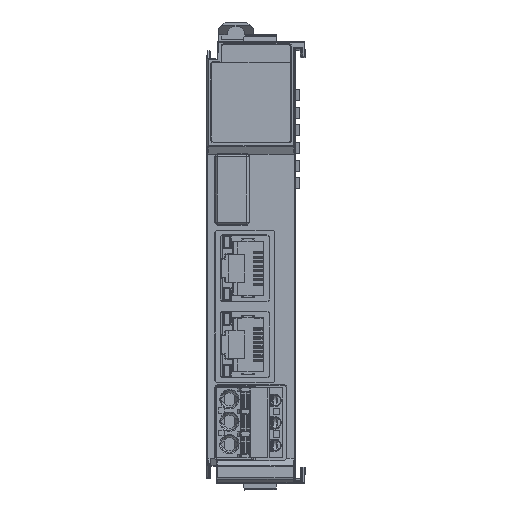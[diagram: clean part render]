
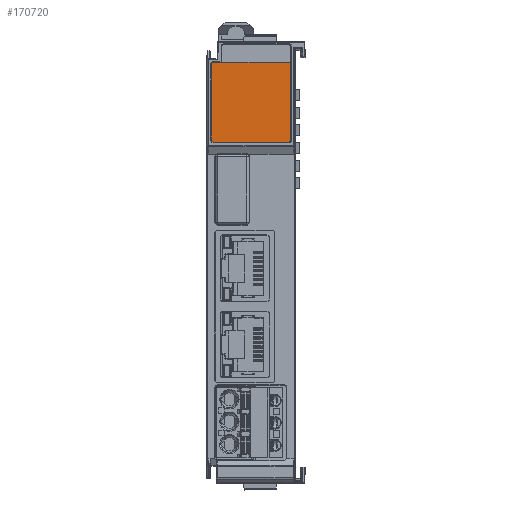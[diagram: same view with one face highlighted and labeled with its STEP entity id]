
A CAD part, top view. The second image highlights one B-rep face of the part: STEP entity #170720.
In plain terms, the highlighted planar face has unit normal (0, 0, 1).
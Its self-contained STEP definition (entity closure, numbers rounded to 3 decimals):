
#170589=CARTESIAN_POINT('',(15.699,-34.49,64.55));
#170590=VERTEX_POINT('',#170589);
#170607=CARTESIAN_POINT('',(32.699,-34.49,64.55));
#170608=VERTEX_POINT('',#170607);
#170615=CARTESIAN_POINT('',(32.699,-34.49,64.55));
#170616=DIRECTION('',(-1.,0.,0.));
#170617=VECTOR('',#170616,17.);
#170618=LINE('',#170615,#170617);
#170619=EDGE_CURVE('',#170608,#170590,#170618,.T.);
#170631=CARTESIAN_POINT('',(17.549,-16.4,64.55));
#170632=VERTEX_POINT('',#170631);
#170639=CARTESIAN_POINT('',(33.149,-16.4,64.55));
#170640=VERTEX_POINT('',#170639);
#170641=CARTESIAN_POINT('',(17.549,-16.4,64.55));
#170642=DIRECTION('',(1.,0.,0.));
#170643=VECTOR('',#170642,15.6);
#170644=LINE('',#170641,#170643);
#170645=EDGE_CURVE('',#170632,#170640,#170644,.T.);
#170664=CARTESIAN_POINT('',(29.349,-29.332,64.55));
#170665=DIRECTION('',(1.,0.,0.));
#170666=DIRECTION('',(0.,0.,1.));
#170667=AXIS2_PLACEMENT_3D('',#170664,#170666,#170665);
#170668=PLANE('',#170667);
#170669=CARTESIAN_POINT('',(15.699,-16.4,64.55));
#170670=VERTEX_POINT('',#170669);
#170671=CARTESIAN_POINT('',(17.549,-16.4,64.55));
#170672=DIRECTION('',(-1.,0.,0.));
#170673=VECTOR('',#170672,1.85);
#170674=LINE('',#170671,#170673);
#170675=EDGE_CURVE('',#170632,#170670,#170674,.T.);
#170676=ORIENTED_EDGE('',*,*,#170675,.T.);
#170677=CARTESIAN_POINT('',(15.249,-16.85,64.55));
#170678=VERTEX_POINT('',#170677);
#170679=CARTESIAN_POINT('',(15.699,-16.85,64.55));
#170680=DIRECTION('',(0.,1.,0.));
#170681=DIRECTION('',(0.,0.,1.));
#170682=AXIS2_PLACEMENT_3D('',#170679,#170681,#170680);
#170683=CIRCLE('',#170682,0.45);
#170684=EDGE_CURVE('',#170670,#170678,#170683,.T.);
#170685=ORIENTED_EDGE('',*,*,#170684,.T.);
#170686=CARTESIAN_POINT('',(15.249,-34.04,64.55));
#170687=VERTEX_POINT('',#170686);
#170688=CARTESIAN_POINT('',(15.249,-16.85,64.55));
#170689=DIRECTION('',(0.,-1.,0.));
#170690=VECTOR('',#170689,17.19);
#170691=LINE('',#170688,#170690);
#170692=EDGE_CURVE('',#170678,#170687,#170691,.T.);
#170693=ORIENTED_EDGE('',*,*,#170692,.T.);
#170694=CARTESIAN_POINT('',(15.699,-34.04,64.55));
#170695=DIRECTION('',(-1.,0.,0.));
#170696=DIRECTION('',(0.,0.,1.));
#170697=AXIS2_PLACEMENT_3D('',#170694,#170696,#170695);
#170698=CIRCLE('',#170697,0.45);
#170699=EDGE_CURVE('',#170687,#170590,#170698,.T.);
#170700=ORIENTED_EDGE('',*,*,#170699,.T.);
#170701=ORIENTED_EDGE('',*,*,#170619,.F.);
#170702=CARTESIAN_POINT('',(33.149,-34.04,64.55));
#170703=VERTEX_POINT('',#170702);
#170704=CARTESIAN_POINT('',(32.699,-34.04,64.55));
#170705=DIRECTION('',(0.,-1.,0.));
#170706=DIRECTION('',(0.,0.,1.));
#170707=AXIS2_PLACEMENT_3D('',#170704,#170706,#170705);
#170708=CIRCLE('',#170707,0.45);
#170709=EDGE_CURVE('',#170608,#170703,#170708,.T.);
#170710=ORIENTED_EDGE('',*,*,#170709,.T.);
#170711=CARTESIAN_POINT('',(33.149,-34.04,64.55));
#170712=DIRECTION('',(0.,1.,0.));
#170713=VECTOR('',#170712,17.64);
#170714=LINE('',#170711,#170713);
#170715=EDGE_CURVE('',#170703,#170640,#170714,.T.);
#170716=ORIENTED_EDGE('',*,*,#170715,.T.);
#170717=ORIENTED_EDGE('',*,*,#170645,.F.);
#170718=EDGE_LOOP('',(#170676,#170685,#170693,#170700,#170701,#170710,#170716,#170717));
#170719=FACE_OUTER_BOUND('',#170718,.T.);
#170720=ADVANCED_FACE('',(#170719),#170668,.T.);
